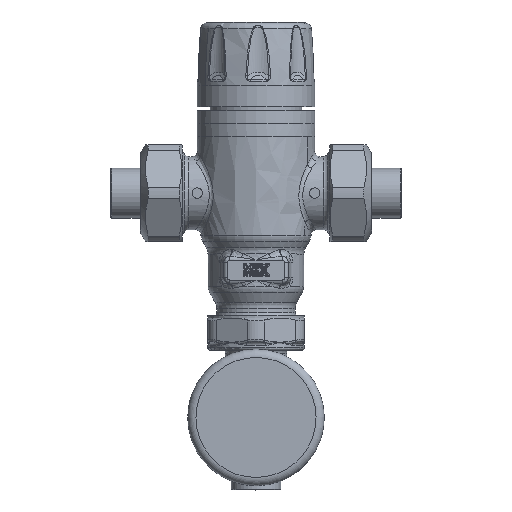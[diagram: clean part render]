
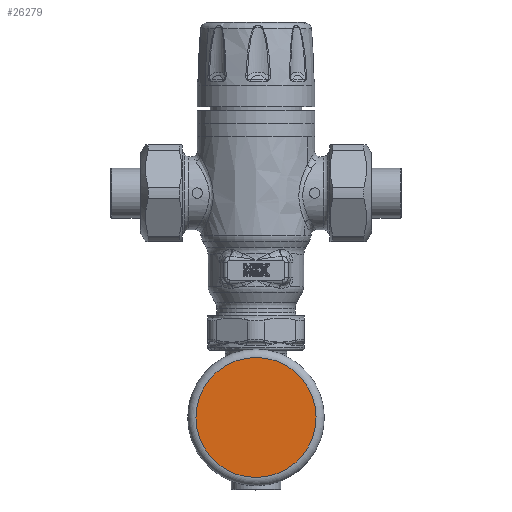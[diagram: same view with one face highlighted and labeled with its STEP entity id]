
A CAD part, top view. The second image highlights one B-rep face of the part: STEP entity #26279.
In plain terms, the highlighted planar face has unit normal (0, 0, 1).
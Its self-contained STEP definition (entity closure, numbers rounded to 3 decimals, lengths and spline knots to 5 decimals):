
#1639=PLANE('',#29326);
#3333=FACE_OUTER_BOUND('',#5083,.T.);
#5083=EDGE_LOOP('',(#23015));
#6580=CIRCLE('',#29320,0.905);
#11729=VERTEX_POINT('',#104449);
#15489=EDGE_CURVE('',#11729,#11729,#6580,.T.);
#23015=ORIENTED_EDGE('',*,*,#15489,.F.);
#26279=ADVANCED_FACE('',(#3333),#1639,.T.);
#29320=AXIS2_PLACEMENT_3D('',#104450,#36128,#36129);
#29326=AXIS2_PLACEMENT_3D('',#104460,#36141,#36142);
#36128=DIRECTION('center_axis',(0.,0.,-1.));
#36129=DIRECTION('ref_axis',(-1.,0.,0.));
#36141=DIRECTION('center_axis',(0.,0.,1.));
#36142=DIRECTION('ref_axis',(1.,0.,0.));
#104449=CARTESIAN_POINT('',(-0.905,0.,0.41));
#104450=CARTESIAN_POINT('Origin',(0.,0.,0.41));
#104460=CARTESIAN_POINT('Origin',(0.,0.,0.41));
